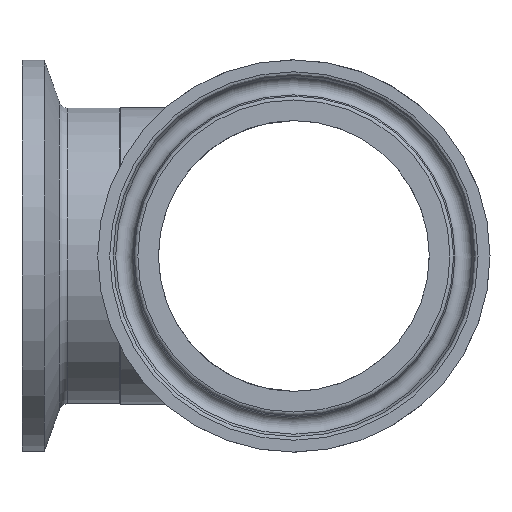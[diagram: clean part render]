
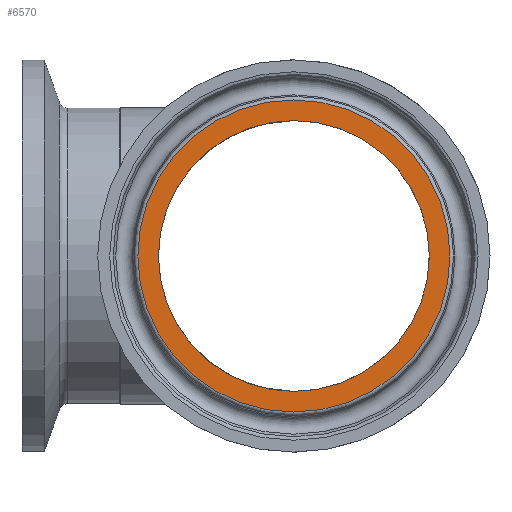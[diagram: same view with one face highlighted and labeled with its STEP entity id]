
A CAD part, left-side view. The second image highlights one B-rep face of the part: STEP entity #6570.
In plain terms, the highlighted planar face has unit normal (-1, 0, 0).
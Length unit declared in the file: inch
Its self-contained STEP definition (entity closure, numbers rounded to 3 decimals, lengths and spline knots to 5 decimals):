
#136=FACE_BOUND('',#1254,.T.);
#137=FACE_BOUND('',#1255,.T.);
#305=PLANE('',#6971);
#1254=EDGE_LOOP('',(#6043));
#1255=EDGE_LOOP('',(#6044));
#2294=CIRCLE('',#6961,0.685);
#2298=CIRCLE('',#6968,0.78916);
#3251=VERTEX_POINT('',#14226);
#3255=VERTEX_POINT('',#14237);
#4188=EDGE_CURVE('',#3251,#3251,#2294,.T.);
#4192=EDGE_CURVE('',#3255,#3255,#2298,.T.);
#6043=ORIENTED_EDGE('',*,*,#4188,.T.);
#6044=ORIENTED_EDGE('',*,*,#4192,.F.);
#6570=ADVANCED_FACE('',(#136,#137),#305,.T.);
#6961=AXIS2_PLACEMENT_3D('',#14227,#8172,#8173);
#6968=AXIS2_PLACEMENT_3D('',#14238,#8186,#8187);
#6971=AXIS2_PLACEMENT_3D('',#14242,#8192,#8193);
#8172=DIRECTION('center_axis',(1.,0.,0.));
#8173=DIRECTION('ref_axis',(0.,0.,-1.));
#8186=DIRECTION('center_axis',(1.,0.,0.));
#8187=DIRECTION('ref_axis',(0.,-1.,0.));
#8192=DIRECTION('center_axis',(-1.,0.,0.));
#8193=DIRECTION('ref_axis',(0.,0.,1.));
#14226=CARTESIAN_POINT('',(0.,0.685,0.));
#14227=CARTESIAN_POINT('Origin',(0.,0.,0.));
#14237=CARTESIAN_POINT('',(0.,0.78916,0.));
#14238=CARTESIAN_POINT('Origin',(0.,0.,0.));
#14242=CARTESIAN_POINT('Origin',(0.,0.80316,0.));
